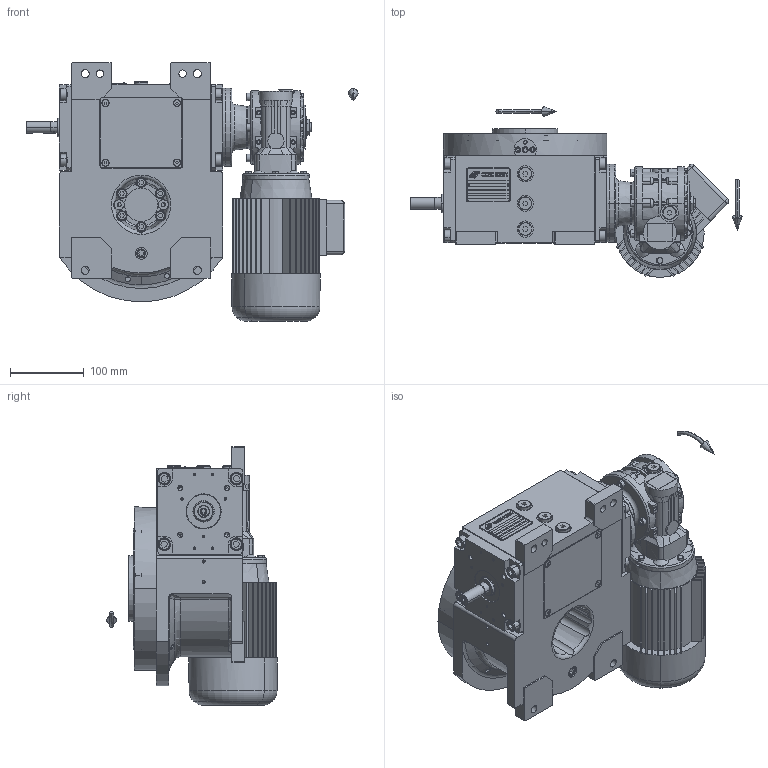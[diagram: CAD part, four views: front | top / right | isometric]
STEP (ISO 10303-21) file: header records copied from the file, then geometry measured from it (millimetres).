
FILE_DESCRIPTION (( 'STEP AP203' ), '1' );
FILE_NAME ('PC5200560.step', '2024-08-26T06:26:36', ( '' ), ( '' ), 'SwSTEP 2.0', 'SolidWorks 2020', '' );
FILE_SCHEMA (( 'CONFIG_CONTROL_DESIGN' ));
Length unit declared in the file: millimetre
Products named in the file (81): cfn2155_01_056; cfn2000_01_103; AS_rig06_015; PC5200560; cfn2000_01_124; CFN2010_02_002.stp; rig06_015; rig06_007_master; AS_cfn2476_01_002_60x46; rig06_004_s_001; cfn2000_01_161; rig06_005_n_01; rig06_001_a; cfn2107_01_001; RIG06_005_ASM.stp; cfn2000_01_126; cfn2476_01_002_60x46; rig06_002_bl_003; cfn2151_01_290; cfn2128_04_004; rig06_003_8; cfn2070_05_005; AS_rig06_016; rig06_016; AS_rig06_004_s_001; AS_900_38_30_003; TN63A4B14; cfn2003_01_054; olio_agip_blasia_150; cfn2205_01_013; rig06_071_08_m_asm.stp; freccia_angolare_albero; CFN2000_01_185.stp; 9004_2512; CFN2223_01-570X6-B.stp; AS_rig06_004; cfn2115_02_182; cfn2151_01_109; AS_rig06_071_8_m; RIG06_021_AF0.stp ...
Assembly tree (74 placements, depth 5):
  PC5200560
    rig06_001_a
    AS_cfn2476_01_002_60x46
      cfn2476_01_002_60x46
      cfn2107_01_001
      cfn2107_01_001
    AS_rig06_071_8_m
      rig06_071_08_m_asm.stp
        RIG06_005_ASM.stp
          RIG06_021_AF0.stp
          CFN2000_01_185.stp
          CFN2000_01_185.stp
          CFN2104_02_017.stp
        CFN2010_02_002.stp
      rig06_005_n_01
      rig06_003_8
      cfn2104_01_016  x2
      cfn2000_01_124
      cfn2000_01_124  x6
      cfn2000_01_124
      cfn2000_01_124
      cfn2000_01_124
      cfn2155_01_303
    AS_rig06_015
      rig06_015
      cfn2073_01_012
      cfn2000_01_126
      cfn2000_01_126
      cfn2000_01_126
      cfn2000_01_126
      cfn2000_01_126
      cfn2000_01_126
    AS_rig06_004
      rig06_004
      cfn2070_05_005
      cfn2000_01_103
      cfn2000_01_103
      cfn2000_01_103
      cfn2000_01_103
      cfn2155_01_056
    AS_rig06_004_s_001
      rig06_004_s_001
      cfn2070_05_005
      cfn2000_01_103
      cfn2000_01_103
      cfn2000_01_103
      cfn2000_01_103
      cfn2155_01_056
    AS_rig06_002_bl_003
      rig06_002_bl_003
      cfn2115_02_182
    9004_2512
    cfn2128_04_004
    cfn2128_04_004
    cfn2128_04_004
    cfn2128_19_002
    AS_rig06_016
      rig06_016
      cfn2003_01_054
      cfn2003_01_054
Bounding box: 451 x 231.5 x 351.5 mm (x, y, z)
Volume: 4878548.4 mm3; surface area: 1077626.8 mm2
Topology: 65 solids, 65 shells, 3543 faces, 9006 edges, 5770 vertices
Faces by surface type: plane 1731, cylinder 1188, cone 446, torus 145, bspline 23, sphere 10
Entity records: 123465 total; most frequent: CARTESIAN_POINT 31226, DIRECTION 17792, ORIENTED_EDGE 17252, EDGE_CURVE 8626, AXIS2_PLACEMENT_3D 6428, VERTEX_POINT 5589, VECTOR 4936, LINE 4936
